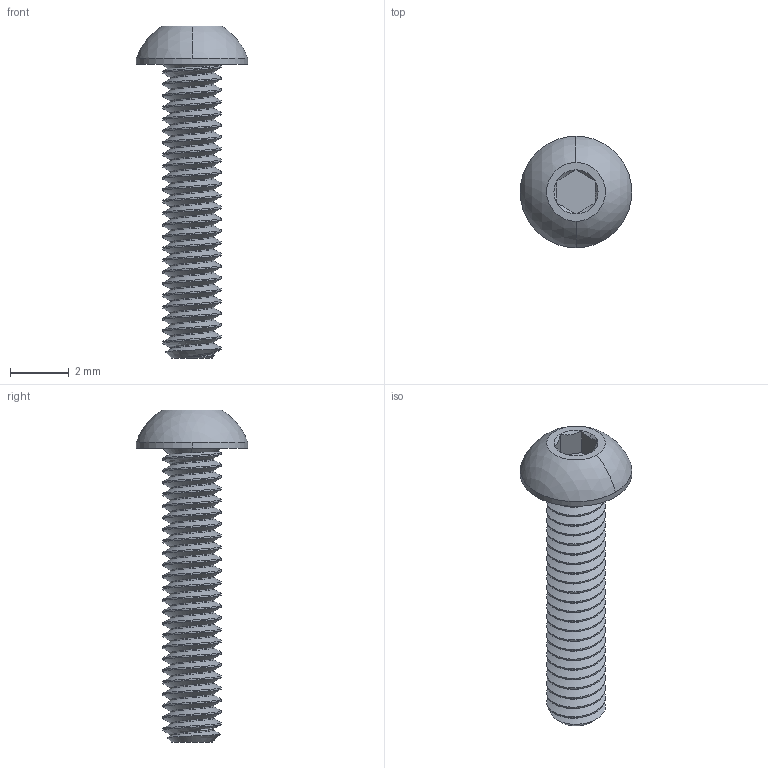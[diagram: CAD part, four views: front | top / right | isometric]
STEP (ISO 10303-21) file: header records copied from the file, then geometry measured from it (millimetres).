
FILE_DESCRIPTION (( 'STEP AP203' ), '1' );
FILE_NAME ('92095A104_Button Head Hex Drive Screw.STEP', '2021-09-14T16:44:24', ( 'Administrator' ), ( 'Managed by Terraform' ), 'SwSTEP 2.0', 'SolidWorks 2017', '' );
FILE_SCHEMA (( 'CONFIG_CONTROL_DESIGN' ));
Length unit declared in the file: millimetre
Products named in the file (1): 92095A104_Button Head Hex Drive Screw
Bounding box: 3.8 x 3.8 x 11.3 mm (x, y, z)
Volume: 33.6 mm3; surface area: 128.3 mm2
Topology: 1 solids, 1 shells, 129 faces, 359 edges, 234 vertices
Faces by surface type: cylinder 102, cone 13, plane 10, sphere 2, bspline 2
Entity records: 6617 total; most frequent: CARTESIAN_POINT 3845, ORIENTED_EDGE 718, DIRECTION 428, EDGE_CURVE 359, VERTEX_POINT 234, AXIS2_PLACEMENT_3D 155, EDGE_LOOP 131, FACE_OUTER_BOUND 129
